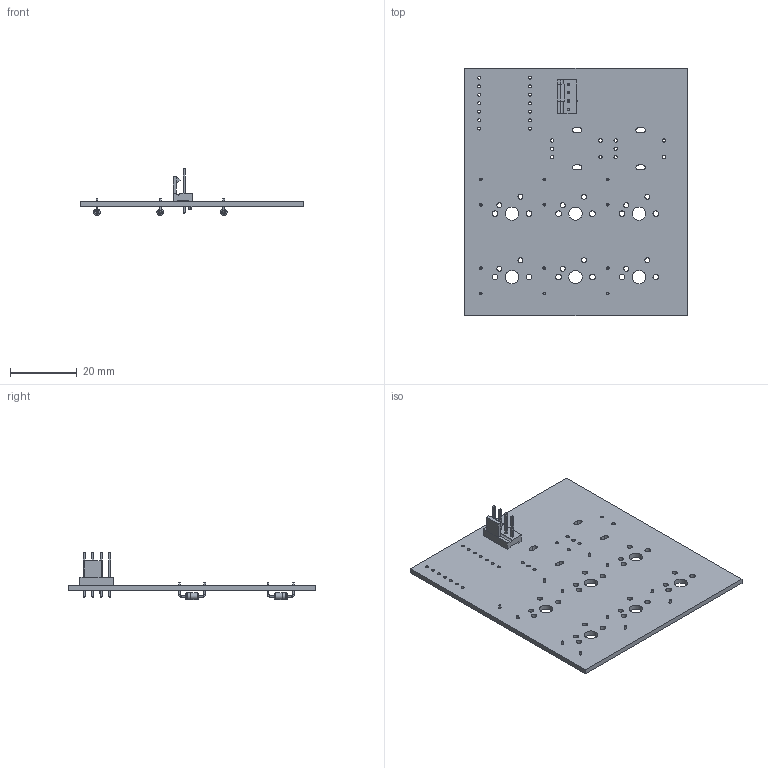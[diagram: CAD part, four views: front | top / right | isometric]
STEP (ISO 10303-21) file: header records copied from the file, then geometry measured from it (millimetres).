
FILE_DESCRIPTION(('KiCad electronic assembly'),'2;1');
FILE_NAME('MacroPad.step','2025-12-04T23:39:03',('Pcbnew'),('Kicad'), 'Open CASCADE STEP processor 7.8','KiCad to STEP converter','Unknown' );
FILE_SCHEMA(('AUTOMOTIVE_DESIGN { 1 0 10303 214 1 1 1 1 }'));
Length unit declared in the file: millimetre
Products named in the file (4): MacroPad 1; FanPinHeader_1x04_P2.54mm_Vertical; D_DO-35_SOD27_P7.62mm_Horizontal; MacroPad_PCB
Assembly tree (8 placements, depth 2):
  MacroPad 1
    FanPinHeader_1x04_P2.54mm_Vertical
    D_DO-35_SOD27_P7.62mm_Horizontal  x6
    MacroPad_PCB
Bounding box: 66.67 x 74.32 x 14.19 mm (x, y, z)
Volume: 7502.6 mm3; surface area: 11245.6 mm2
Topology: 14 solids, 14 shells, 288 faces, 641 edges, 402 vertices
Faces by surface type: plane 147, cylinder 117, torus 24
Full cylindrical faces by diameter (mm): 0.5 x18, 0.8 x12, 0.889 x14, 1 x10, 1.02 x4, 1.1 x1, 1.5 x12, 1.7 x12, 2 x12, 2.02 x6, 4 x6
Entity records: 7416 total; most frequent: DIRECTION 1135, CARTESIAN_POINT 1070, ORIENTED_EDGE 1042, EDGE_CURVE 521, AXIS2_PLACEMENT_3D 397, FACE_BOUND 369, EDGE_LOOP 369, LINE 341
